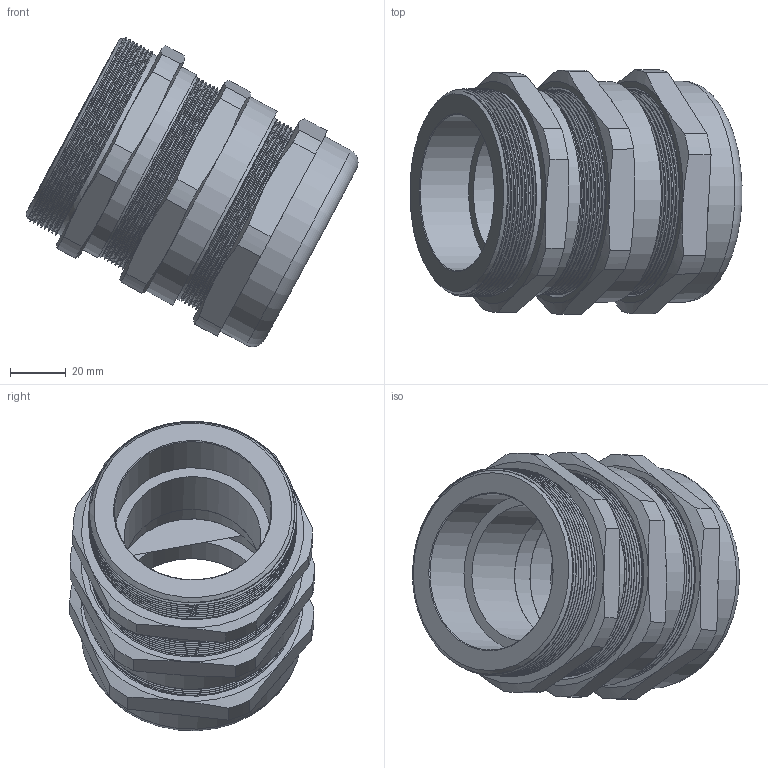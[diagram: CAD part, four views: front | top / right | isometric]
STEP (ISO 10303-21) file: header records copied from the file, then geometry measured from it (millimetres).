
FILE_DESCRIPTION(/* description */ ('RAD Ex M 75x1,5'),/* implementation_level */ '2;1');
FILE_NAME(/* name */ 'RAD75KNP-RST.stp',/* time_stamp */ '2020-03-24T15:20:38+01:00',/* author */ ('sl'),/* organization */ (''),/* preprocessor_version */ 'ST-DEVELOPER v16.5',/* originating_system */ 'Autodesk Inventor 2017',/* authorisation */ '');
FILE_SCHEMA (('AUTOMOTIVE_DESIGN { 1 0 10303 214 3 1 1 }'));
Length unit declared in the file: millimetre
Products named in the file (9): RAD75KNP; RAD75KNP_1; RAD75KNP_2; RAD75KNP_3; RAD75KNP_4; RAD75KNP_5; RAD75KNP_6; RAD75KNP_7; RAD75KNP_8
Assembly tree (8 placements, depth 2):
  RAD75KNP
    RAD75KNP_1
    RAD75KNP_2
    RAD75KNP_3
    RAD75KNP_4
    RAD75KNP_5
    RAD75KNP_6
    RAD75KNP_7
    RAD75KNP_8
Bounding box: 119.58 x 88.16 x 111.44 mm (x, y, z)
Volume: 205498.3 mm3; surface area: 107168.9 mm2
Topology: 8 solids, 8 shells, 210 faces, 497 edges, 315 vertices
Faces by surface type: cylinder 92, plane 51, cone 47, bspline 10, torus 10
Full cylindrical faces by diameter (mm): 49.2 x1, 54.95 x1, 56.47 x1, 56.79 x1, 64.32 x1, 64.8 x1, 65 x1, 66.65 x1, 67.62 x1, 67.8 x1, 68 x1, 70.65 x2, 71.12 x1, 71.97 x1, 72.12 x11, 72.41 x10, 73.308 x8, 73.72 x10, 74.11 x8, 74.98 x1, 79.5 x1, 79.7 x1
Entity records: 13375 total; most frequent: CARTESIAN_POINT 9927, DIRECTION 696, ORIENTED_EDGE 596, AXIS2_PLACEMENT_3D 327, EDGE_CURVE 298, EDGE_LOOP 242, VERTEX_POINT 212, FACE_OUTER_BOUND 164
